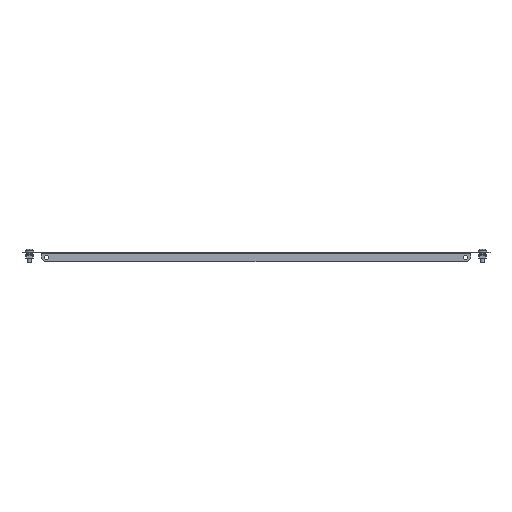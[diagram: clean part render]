
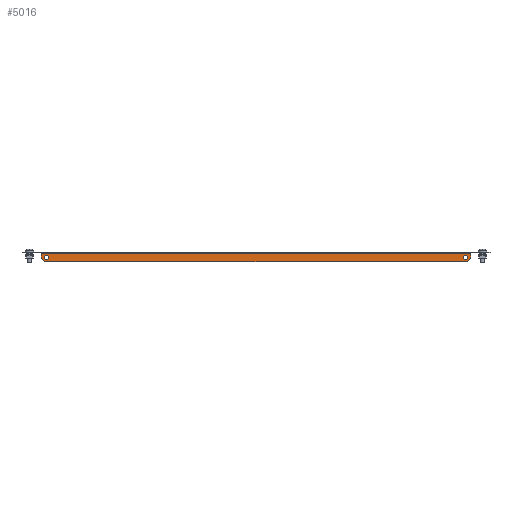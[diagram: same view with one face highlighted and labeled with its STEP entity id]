
A CAD part, front view. The second image highlights one B-rep face of the part: STEP entity #5016.
In plain terms, the highlighted planar face has unit normal (0, -1, 0).
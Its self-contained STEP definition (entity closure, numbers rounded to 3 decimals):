
#59 = ORIENTED_EDGE ( 'NONE', *, *, #4692, .T. ) ;
#346 = VERTEX_POINT ( 'NONE', #528 ) ;
#450 = DIRECTION ( 'NONE',  ( 0., 0., 1. ) ) ;
#528 = CARTESIAN_POINT ( 'NONE',  ( -307., -199.5, -11.25 ) ) ;
#601 = DIRECTION ( 'NONE',  ( 0., 1., 0. ) ) ;
#643 = VERTEX_POINT ( 'NONE', #5610 ) ;
#1047 = VERTEX_POINT ( 'NONE', #1376 ) ;
#1250 = CARTESIAN_POINT ( 'NONE',  ( -307., -199.5, -8. ) ) ;
#1376 = CARTESIAN_POINT ( 'NONE',  ( 310., -199.5, -14. ) ) ;
#1494 = DIRECTION ( 'NONE',  ( 0., 0., 1. ) ) ;
#1551 = CARTESIAN_POINT ( 'NONE',  ( 0., -199.5, 0. ) ) ;
#1582 = CARTESIAN_POINT ( 'NONE',  ( 315., -199.5, 0. ) ) ;
#1589 = EDGE_CURVE ( 'NONE', #4454, #643, #2928, .T. ) ;
#1594 = EDGE_CURVE ( 'NONE', #2648, #1819, #6690, .T. ) ;
#1819 = VERTEX_POINT ( 'NONE', #2000 ) ;
#1886 = CIRCLE ( 'NONE', #3139, 3.25 ) ;
#2000 = CARTESIAN_POINT ( 'NONE',  ( 307., -199.5, -4.75 ) ) ;
#2228 = ORIENTED_EDGE ( 'NONE', *, *, #6390, .T. ) ;
#2378 = EDGE_CURVE ( 'NONE', #1047, #3887, #6868, .T. ) ;
#2411 = CARTESIAN_POINT ( 'NONE',  ( 307., -199.5, -11.25 ) ) ;
#2417 = CARTESIAN_POINT ( 'NONE',  ( -307., -199.5, -4.75 ) ) ;
#2617 = CIRCLE ( 'NONE', #3043, 3.25 ) ;
#2648 = VERTEX_POINT ( 'NONE', #2411 ) ;
#2817 = AXIS2_PLACEMENT_3D ( 'NONE', #7615, #3651, #3744 ) ;
#2849 = CARTESIAN_POINT ( 'NONE',  ( 162., -199.5, -162. ) ) ;
#2922 = AXIS2_PLACEMENT_3D ( 'NONE', #6729, #8200, #1494 ) ;
#2928 = LINE ( 'NONE', #4242, #3767 ) ;
#2932 = CARTESIAN_POINT ( 'NONE',  ( -307., -199.5, -8. ) ) ;
#3043 = AXIS2_PLACEMENT_3D ( 'NONE', #2932, #4202, #450 ) ;
#3139 = AXIS2_PLACEMENT_3D ( 'NONE', #1250, #601, #7869 ) ;
#3175 = EDGE_LOOP ( 'NONE', ( #6109, #2228 ) ) ;
#3421 = EDGE_CURVE ( 'NONE', #643, #1047, #3662, .T. ) ;
#3453 = VECTOR ( 'NONE', #6326, 1000. ) ;
#3507 = EDGE_LOOP ( 'NONE', ( #8141, #5650 ) ) ;
#3651 = DIRECTION ( 'NONE',  ( 0., -1., 0. ) ) ;
#3662 = LINE ( 'NONE', #5752, #3453 ) ;
#3700 = LINE ( 'NONE', #5570, #3753 ) ;
#3744 = DIRECTION ( 'NONE',  ( 0., 0., 1. ) ) ;
#3753 = VECTOR ( 'NONE', #6230, 1000. ) ;
#3767 = VECTOR ( 'NONE', #5544, 1000. ) ;
#3887 = VERTEX_POINT ( 'NONE', #8008 ) ;
#4021 = VECTOR ( 'NONE', #6863, 1000. ) ;
#4120 = DIRECTION ( 'NONE',  ( 0.707, 0., 0.707 ) ) ;
#4182 = ORIENTED_EDGE ( 'NONE', *, *, #3421, .T. ) ;
#4184 = ORIENTED_EDGE ( 'NONE', *, *, #4713, .T. ) ;
#4202 = DIRECTION ( 'NONE',  ( 0., 1., 0. ) ) ;
#4209 = EDGE_CURVE ( 'NONE', #3887, #7634, #7716, .T. ) ;
#4222 = VERTEX_POINT ( 'NONE', #7070 ) ;
#4223 = EDGE_CURVE ( 'NONE', #6240, #346, #2617, .T. ) ;
#4242 = CARTESIAN_POINT ( 'NONE',  ( -162., -199.5, -162. ) ) ;
#4256 = DIRECTION ( 'NONE',  ( 0., 0., 1. ) ) ;
#4279 = VECTOR ( 'NONE', #4120, 1000. ) ;
#4454 = VERTEX_POINT ( 'NONE', #4744 ) ;
#4692 = EDGE_CURVE ( 'NONE', #4222, #4454, #3700, .T. ) ;
#4713 = EDGE_CURVE ( 'NONE', #7634, #4222, #6275, .T. ) ;
#4730 = EDGE_CURVE ( 'NONE', #1819, #2648, #8105, .T. ) ;
#4744 = CARTESIAN_POINT ( 'NONE',  ( -315., -199.5, -9. ) ) ;
#4905 = FACE_BOUND ( 'NONE', #3175, .T. ) ;
#4998 = EDGE_LOOP ( 'NONE', ( #4182, #7002, #5513, #4184, #59, #7490 ) ) ;
#5016 = ADVANCED_FACE ( 'NONE', ( #8171, #4905, #7003 ), #8303, .T. ) ;
#5094 = CARTESIAN_POINT ( 'NONE',  ( 315., -199.5, -2. ) ) ;
#5513 = ORIENTED_EDGE ( 'NONE', *, *, #4209, .T. ) ;
#5544 = DIRECTION ( 'NONE',  ( 0.707, 0., -0.707 ) ) ;
#5570 = CARTESIAN_POINT ( 'NONE',  ( -315., -199.5, 0. ) ) ;
#5610 = CARTESIAN_POINT ( 'NONE',  ( -310., -199.5, -14. ) ) ;
#5615 = CARTESIAN_POINT ( 'NONE',  ( 0., -199.5, -2. ) ) ;
#5650 = ORIENTED_EDGE ( 'NONE', *, *, #1594, .F. ) ;
#5752 = CARTESIAN_POINT ( 'NONE',  ( 0., -199.5, -14. ) ) ;
#6109 = ORIENTED_EDGE ( 'NONE', *, *, #4223, .T. ) ;
#6230 = DIRECTION ( 'NONE',  ( 0., 0., -1. ) ) ;
#6240 = VERTEX_POINT ( 'NONE', #2417 ) ;
#6265 = DIRECTION ( 'NONE',  ( 0., -1., 0. ) ) ;
#6275 = LINE ( 'NONE', #5615, #7645 ) ;
#6326 = DIRECTION ( 'NONE',  ( 1., 0., 0. ) ) ;
#6390 = EDGE_CURVE ( 'NONE', #346, #6240, #1886, .T. ) ;
#6690 = CIRCLE ( 'NONE', #2922, 3.25 ) ;
#6729 = CARTESIAN_POINT ( 'NONE',  ( 307., -199.5, -8. ) ) ;
#6863 = DIRECTION ( 'NONE',  ( 0., 0., 1. ) ) ;
#6868 = LINE ( 'NONE', #2849, #4279 ) ;
#7002 = ORIENTED_EDGE ( 'NONE', *, *, #2378, .T. ) ;
#7003 = FACE_OUTER_BOUND ( 'NONE', #4998, .T. ) ;
#7059 = DIRECTION ( 'NONE',  ( -1., 0., 0. ) ) ;
#7070 = CARTESIAN_POINT ( 'NONE',  ( -315., -199.5, -2. ) ) ;
#7299 = AXIS2_PLACEMENT_3D ( 'NONE', #1551, #6265, #4256 ) ;
#7490 = ORIENTED_EDGE ( 'NONE', *, *, #1589, .T. ) ;
#7615 = CARTESIAN_POINT ( 'NONE',  ( 307., -199.5, -8. ) ) ;
#7634 = VERTEX_POINT ( 'NONE', #5094 ) ;
#7645 = VECTOR ( 'NONE', #7059, 1000. ) ;
#7716 = LINE ( 'NONE', #1582, #4021 ) ;
#7869 = DIRECTION ( 'NONE',  ( 0., 0., 1. ) ) ;
#8008 = CARTESIAN_POINT ( 'NONE',  ( 315., -199.5, -9. ) ) ;
#8105 = CIRCLE ( 'NONE', #2817, 3.25 ) ;
#8141 = ORIENTED_EDGE ( 'NONE', *, *, #4730, .F. ) ;
#8171 = FACE_BOUND ( 'NONE', #3507, .T. ) ;
#8200 = DIRECTION ( 'NONE',  ( 0., -1., 0. ) ) ;
#8303 = PLANE ( 'NONE',  #7299 ) ;
